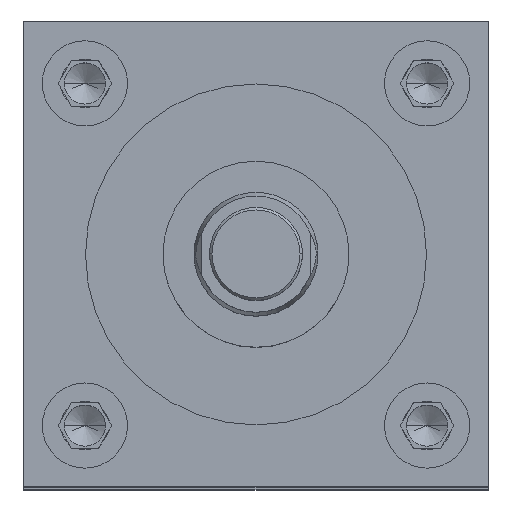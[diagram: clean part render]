
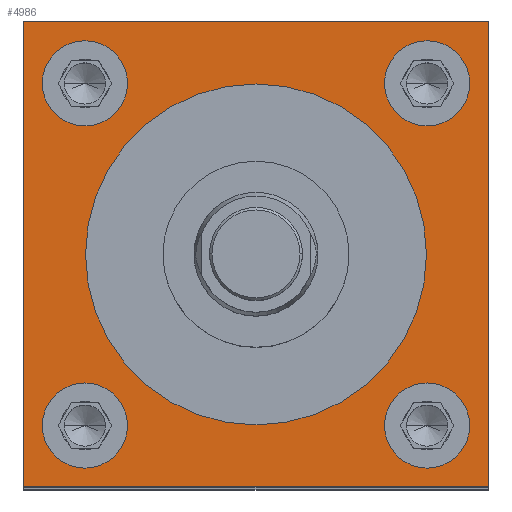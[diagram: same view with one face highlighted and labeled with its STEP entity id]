
A CAD part, top view. The second image highlights one B-rep face of the part: STEP entity #4986.
In plain terms, the highlighted planar face has unit normal (0, 0, 1).
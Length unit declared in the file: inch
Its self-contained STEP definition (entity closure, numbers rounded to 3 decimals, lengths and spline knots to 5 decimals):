
#96 = VERTEX_POINT ( 'NONE', #619 ) ;
#168 = DIRECTION ( 'NONE',  ( 1., 0., 0. ) ) ;
#206 = DIRECTION ( 'NONE',  ( -1., 0., 0. ) ) ;
#278 = ORIENTED_EDGE ( 'NONE', *, *, #3646, .F. ) ;
#301 = AXIS2_PLACEMENT_3D ( 'NONE', #4308, #2275, #6202 ) ;
#352 = CIRCLE ( 'NONE', #2174, 0.3435 ) ;
#381 = DIRECTION ( 'NONE',  ( 1., 0., 0. ) ) ;
#497 = VERTEX_POINT ( 'NONE', #2673 ) ;
#525 = ORIENTED_EDGE ( 'NONE', *, *, #5127, .T. ) ;
#545 = VECTOR ( 'NONE', #4310, 39.37008 ) ;
#619 = CARTESIAN_POINT ( 'NONE',  ( 1.0365, -1.38, 14.25 ) ) ;
#647 = AXIS2_PLACEMENT_3D ( 'NONE', #5538, #1215, #381 ) ;
#690 = DIRECTION ( 'NONE',  ( 1., 0., 0. ) ) ;
#698 = CARTESIAN_POINT ( 'NONE',  ( 1.875, -1.875, 14.25 ) ) ;
#725 = EDGE_CURVE ( 'NONE', #1259, #1382, #4673, .T. ) ;
#741 = DIRECTION ( 'NONE',  ( 1., 0., 0. ) ) ;
#772 = CARTESIAN_POINT ( 'NONE',  ( -1.875, 1.875, 14.25 ) ) ;
#787 = DIRECTION ( 'NONE',  ( 0., 0., -1. ) ) ;
#841 = EDGE_CURVE ( 'NONE', #6010, #5606, #1323, .T. ) ;
#945 = DIRECTION ( 'NONE',  ( 0., 0., 1. ) ) ;
#947 = CARTESIAN_POINT ( 'NONE',  ( -1.38, 1.38, 14.25 ) ) ;
#1120 = EDGE_CURVE ( 'NONE', #4115, #96, #2535, .T. ) ;
#1210 = CARTESIAN_POINT ( 'NONE',  ( 0., 0., 14.25 ) ) ;
#1212 = AXIS2_PLACEMENT_3D ( 'NONE', #947, #5380, #2878 ) ;
#1213 = DIRECTION ( 'NONE',  ( 0., 0., 1. ) ) ;
#1215 = DIRECTION ( 'NONE',  ( 0., 0., 1. ) ) ;
#1259 = VERTEX_POINT ( 'NONE', #3310 ) ;
#1309 = EDGE_LOOP ( 'NONE', ( #2995, #4361 ) ) ;
#1323 = CIRCLE ( 'NONE', #1531, 1.375 ) ;
#1382 = VERTEX_POINT ( 'NONE', #5548 ) ;
#1421 = LINE ( 'NONE', #4730, #545 ) ;
#1531 = AXIS2_PLACEMENT_3D ( 'NONE', #6145, #2371, #1894 ) ;
#1563 = DIRECTION ( 'NONE',  ( 0., 1., 0. ) ) ;
#1566 = VERTEX_POINT ( 'NONE', #772 ) ;
#1593 = CARTESIAN_POINT ( 'NONE',  ( -1.0365, 1.38, 14.25 ) ) ;
#1603 = CARTESIAN_POINT ( 'NONE',  ( -1.38, 1.38, 14.25 ) ) ;
#1694 = CARTESIAN_POINT ( 'NONE',  ( 1.7235, -1.38, 14.25 ) ) ;
#1767 = AXIS2_PLACEMENT_3D ( 'NONE', #1210, #4064, #2182 ) ;
#1800 = DIRECTION ( 'NONE',  ( 1., 0., 0. ) ) ;
#1828 = EDGE_LOOP ( 'NONE', ( #3826, #3827 ) ) ;
#1833 = CARTESIAN_POINT ( 'NONE',  ( 1.375, 0., 14.25 ) ) ;
#1864 = CIRCLE ( 'NONE', #1767, 1.375 ) ;
#1890 = CARTESIAN_POINT ( 'NONE',  ( 1.38, -1.38, 14.25 ) ) ;
#1893 = EDGE_CURVE ( 'NONE', #4431, #497, #352, .T. ) ;
#1894 = DIRECTION ( 'NONE',  ( 1., 0., 0. ) ) ;
#2075 = DIRECTION ( 'NONE',  ( 0., 0., 1. ) ) ;
#2113 = CARTESIAN_POINT ( 'NONE',  ( -1.875, -1.875, 14.25 ) ) ;
#2133 = FACE_BOUND ( 'NONE', #3727, .T. ) ;
#2174 = AXIS2_PLACEMENT_3D ( 'NONE', #1603, #2075, #741 ) ;
#2182 = DIRECTION ( 'NONE',  ( 1., 0., 0. ) ) ;
#2274 = EDGE_CURVE ( 'NONE', #4616, #4327, #6095, .T. ) ;
#2275 = DIRECTION ( 'NONE',  ( 0., 0., 1. ) ) ;
#2295 = VERTEX_POINT ( 'NONE', #3112 ) ;
#2311 = EDGE_CURVE ( 'NONE', #3765, #2295, #4067, .T. ) ;
#2371 = DIRECTION ( 'NONE',  ( 0., 0., 1. ) ) ;
#2535 = CIRCLE ( 'NONE', #2925, 0.3435 ) ;
#2614 = EDGE_CURVE ( 'NONE', #5635, #3765, #4935, .T. ) ;
#2673 = CARTESIAN_POINT ( 'NONE',  ( -1.7235, 1.38, 14.25 ) ) ;
#2675 = CARTESIAN_POINT ( 'NONE',  ( -1.875, 1.875, 14.25 ) ) ;
#2693 = CARTESIAN_POINT ( 'NONE',  ( 1.38, -1.38, 14.25 ) ) ;
#2818 = AXIS2_PLACEMENT_3D ( 'NONE', #3745, #4283, #5660 ) ;
#2874 = AXIS2_PLACEMENT_3D ( 'NONE', #1890, #945, #1800 ) ;
#2878 = DIRECTION ( 'NONE',  ( 1., 0., 0. ) ) ;
#2925 = AXIS2_PLACEMENT_3D ( 'NONE', #2693, #5034, #690 ) ;
#2933 = ORIENTED_EDGE ( 'NONE', *, *, #2311, .T. ) ;
#2995 = ORIENTED_EDGE ( 'NONE', *, *, #5554, .F. ) ;
#3069 = EDGE_CURVE ( 'NONE', #4327, #4616, #6031, .T. ) ;
#3112 = CARTESIAN_POINT ( 'NONE',  ( 1.875, 1.875, 14.25 ) ) ;
#3268 = CIRCLE ( 'NONE', #647, 0.3435 ) ;
#3271 = EDGE_LOOP ( 'NONE', ( #6061, #5648 ) ) ;
#3310 = CARTESIAN_POINT ( 'NONE',  ( -1.0365, -1.38, 14.25 ) ) ;
#3391 = AXIS2_PLACEMENT_3D ( 'NONE', #3556, #1213, #168 ) ;
#3556 = CARTESIAN_POINT ( 'NONE',  ( 1.38, 1.38, 14.25 ) ) ;
#3646 = EDGE_CURVE ( 'NONE', #497, #4431, #4852, .T. ) ;
#3656 = FACE_BOUND ( 'NONE', #4746, .T. ) ;
#3696 = CARTESIAN_POINT ( 'NONE',  ( -1.375, 0., 14.25 ) ) ;
#3727 = EDGE_LOOP ( 'NONE', ( #4633, #4598 ) ) ;
#3745 = CARTESIAN_POINT ( 'NONE',  ( 1.38, 1.38, 14.25 ) ) ;
#3765 = VERTEX_POINT ( 'NONE', #5637 ) ;
#3826 = ORIENTED_EDGE ( 'NONE', *, *, #3069, .F. ) ;
#3827 = ORIENTED_EDGE ( 'NONE', *, *, #2274, .F. ) ;
#3843 = ORIENTED_EDGE ( 'NONE', *, *, #2614, .T. ) ;
#4064 = DIRECTION ( 'NONE',  ( 0., 0., 1. ) ) ;
#4067 = LINE ( 'NONE', #698, #5483 ) ;
#4115 = VERTEX_POINT ( 'NONE', #1694 ) ;
#4186 = DIRECTION ( 'NONE',  ( 0., -1., 0. ) ) ;
#4208 = EDGE_LOOP ( 'NONE', ( #5157, #3843, #2933, #525 ) ) ;
#4274 = CARTESIAN_POINT ( 'NONE',  ( -1.875, -1.875, 14.25 ) ) ;
#4283 = DIRECTION ( 'NONE',  ( 0., 0., 1. ) ) ;
#4308 = CARTESIAN_POINT ( 'NONE',  ( -1.38, -1.38, 14.25 ) ) ;
#4310 = DIRECTION ( 'NONE',  ( -1., 0., 0. ) ) ;
#4327 = VERTEX_POINT ( 'NONE', #4482 ) ;
#4361 = ORIENTED_EDGE ( 'NONE', *, *, #841, .F. ) ;
#4392 = ORIENTED_EDGE ( 'NONE', *, *, #1893, .F. ) ;
#4431 = VERTEX_POINT ( 'NONE', #1593 ) ;
#4482 = CARTESIAN_POINT ( 'NONE',  ( 1.7235, 1.38, 14.25 ) ) ;
#4598 = ORIENTED_EDGE ( 'NONE', *, *, #5597, .F. ) ;
#4601 = LINE ( 'NONE', #5119, #5792 ) ;
#4616 = VERTEX_POINT ( 'NONE', #6190 ) ;
#4633 = ORIENTED_EDGE ( 'NONE', *, *, #1120, .F. ) ;
#4673 = CIRCLE ( 'NONE', #301, 0.3435 ) ;
#4730 = CARTESIAN_POINT ( 'NONE',  ( -1.875, 1.875, 14.25 ) ) ;
#4746 = EDGE_LOOP ( 'NONE', ( #4392, #278 ) ) ;
#4852 = CIRCLE ( 'NONE', #1212, 0.3435 ) ;
#4935 = LINE ( 'NONE', #2113, #6027 ) ;
#4986 = ADVANCED_FACE ( 'NONE', ( #2133, #6029, #5075, #3656, #5567, #5156 ), #5101, .F. ) ;
#5034 = DIRECTION ( 'NONE',  ( 0., 0., 1. ) ) ;
#5075 = FACE_BOUND ( 'NONE', #3271, .T. ) ;
#5101 = PLANE ( 'NONE',  #5190 ) ;
#5119 = CARTESIAN_POINT ( 'NONE',  ( -1.875, -1.875, 14.25 ) ) ;
#5120 = EDGE_CURVE ( 'NONE', #1382, #1259, #3268, .T. ) ;
#5127 = EDGE_CURVE ( 'NONE', #2295, #1566, #1421, .T. ) ;
#5156 = FACE_OUTER_BOUND ( 'NONE', #4208, .T. ) ;
#5157 = ORIENTED_EDGE ( 'NONE', *, *, #5519, .T. ) ;
#5190 = AXIS2_PLACEMENT_3D ( 'NONE', #2675, #787, #206 ) ;
#5380 = DIRECTION ( 'NONE',  ( 0., 0., 1. ) ) ;
#5461 = DIRECTION ( 'NONE',  ( 1., 0., 0. ) ) ;
#5483 = VECTOR ( 'NONE', #1563, 39.37008 ) ;
#5519 = EDGE_CURVE ( 'NONE', #1566, #5635, #4601, .T. ) ;
#5538 = CARTESIAN_POINT ( 'NONE',  ( -1.38, -1.38, 14.25 ) ) ;
#5548 = CARTESIAN_POINT ( 'NONE',  ( -1.7235, -1.38, 14.25 ) ) ;
#5554 = EDGE_CURVE ( 'NONE', #5606, #6010, #1864, .T. ) ;
#5567 = FACE_BOUND ( 'NONE', #1309, .T. ) ;
#5597 = EDGE_CURVE ( 'NONE', #96, #4115, #5888, .T. ) ;
#5606 = VERTEX_POINT ( 'NONE', #1833 ) ;
#5635 = VERTEX_POINT ( 'NONE', #4274 ) ;
#5637 = CARTESIAN_POINT ( 'NONE',  ( 1.875, -1.875, 14.25 ) ) ;
#5648 = ORIENTED_EDGE ( 'NONE', *, *, #5120, .F. ) ;
#5660 = DIRECTION ( 'NONE',  ( 1., 0., 0. ) ) ;
#5792 = VECTOR ( 'NONE', #4186, 39.37008 ) ;
#5888 = CIRCLE ( 'NONE', #2874, 0.3435 ) ;
#6010 = VERTEX_POINT ( 'NONE', #3696 ) ;
#6027 = VECTOR ( 'NONE', #5461, 39.37008 ) ;
#6029 = FACE_BOUND ( 'NONE', #1828, .T. ) ;
#6031 = CIRCLE ( 'NONE', #2818, 0.3435 ) ;
#6061 = ORIENTED_EDGE ( 'NONE', *, *, #725, .F. ) ;
#6095 = CIRCLE ( 'NONE', #3391, 0.3435 ) ;
#6145 = CARTESIAN_POINT ( 'NONE',  ( 0., 0., 14.25 ) ) ;
#6190 = CARTESIAN_POINT ( 'NONE',  ( 1.0365, 1.38, 14.25 ) ) ;
#6202 = DIRECTION ( 'NONE',  ( 1., 0., 0. ) ) ;
